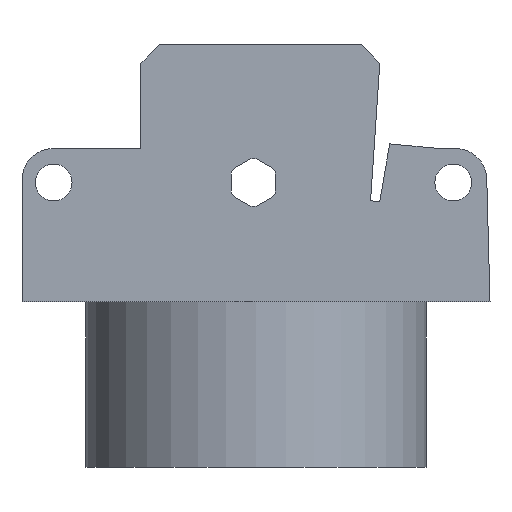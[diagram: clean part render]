
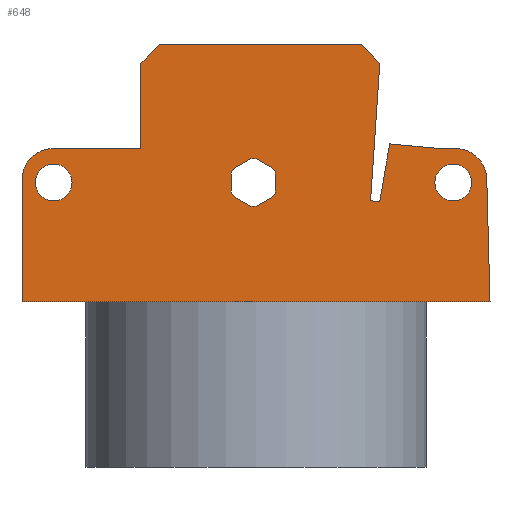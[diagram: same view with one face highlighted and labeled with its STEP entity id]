
A CAD part, front view. The second image highlights one B-rep face of the part: STEP entity #648.
In plain terms, the highlighted planar face has unit normal (0, -1, 0).
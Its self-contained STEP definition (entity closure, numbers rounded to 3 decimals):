
#17=FACE_BOUND('',#110,.T.);
#18=FACE_BOUND('',#111,.T.);
#19=FACE_BOUND('',#112,.T.);
#42=PLANE('',#717);
#75=FACE_OUTER_BOUND('',#109,.T.);
#109=EDGE_LOOP('',(#544,#545,#546,#547,#548,#549,#550,#551,#552,#553,#554,
#555,#556,#557,#558));
#110=EDGE_LOOP('',(#559,#560,#561,#562,#563,#564,#565,#566,#567,#568,#569,
#570));
#111=EDGE_LOOP('',(#571));
#112=EDGE_LOOP('',(#572));
#124=LINE('',#930,#192);
#128=LINE('',#942,#196);
#132=LINE('',#954,#200);
#136=LINE('',#966,#204);
#140=LINE('',#978,#208);
#144=LINE('',#989,#212);
#148=LINE('',#1002,#216);
#151=LINE('',#1008,#219);
#154=LINE('',#1014,#222);
#158=LINE('',#1026,#226);
#161=LINE('',#1032,#229);
#164=LINE('',#1038,#232);
#167=LINE('',#1044,#235);
#170=LINE('',#1050,#238);
#173=LINE('',#1056,#241);
#176=LINE('',#1062,#244);
#179=LINE('',#1068,#247);
#182=LINE('',#1074,#250);
#185=LINE('',#1079,#253);
#192=VECTOR('',#750,10.);
#196=VECTOR('',#762,10.);
#200=VECTOR('',#774,10.);
#204=VECTOR('',#786,10.);
#208=VECTOR('',#798,10.);
#212=VECTOR('',#810,10.);
#216=VECTOR('',#822,10.);
#219=VECTOR('',#827,10.);
#222=VECTOR('',#832,10.);
#226=VECTOR('',#844,10.);
#229=VECTOR('',#849,10.);
#232=VECTOR('',#854,10.);
#235=VECTOR('',#859,10.);
#238=VECTOR('',#864,10.);
#241=VECTOR('',#869,10.);
#244=VECTOR('',#874,10.);
#247=VECTOR('',#879,10.);
#250=VECTOR('',#884,10.);
#253=VECTOR('',#889,10.);
#257=CIRCLE('',#670,2.);
#259=CIRCLE('',#673,2.);
#260=CIRCLE('',#675,0.85);
#262=CIRCLE('',#679,0.85);
#264=CIRCLE('',#683,0.85);
#266=CIRCLE('',#687,0.85);
#268=CIRCLE('',#691,0.85);
#270=CIRCLE('',#695,0.85);
#272=CIRCLE('',#699,3.4);
#274=CIRCLE('',#705,3.4);
#279=VERTEX_POINT('',#910);
#281=VERTEX_POINT('',#916);
#282=VERTEX_POINT('',#920);
#283=VERTEX_POINT('',#921);
#286=VERTEX_POINT('',#929);
#288=VERTEX_POINT('',#935);
#290=VERTEX_POINT('',#941);
#292=VERTEX_POINT('',#947);
#294=VERTEX_POINT('',#953);
#296=VERTEX_POINT('',#959);
#298=VERTEX_POINT('',#965);
#300=VERTEX_POINT('',#971);
#302=VERTEX_POINT('',#977);
#304=VERTEX_POINT('',#983);
#306=VERTEX_POINT('',#992);
#307=VERTEX_POINT('',#993);
#310=VERTEX_POINT('',#1001);
#312=VERTEX_POINT('',#1007);
#314=VERTEX_POINT('',#1013);
#316=VERTEX_POINT('',#1019);
#318=VERTEX_POINT('',#1025);
#320=VERTEX_POINT('',#1031);
#322=VERTEX_POINT('',#1037);
#324=VERTEX_POINT('',#1043);
#326=VERTEX_POINT('',#1049);
#328=VERTEX_POINT('',#1055);
#330=VERTEX_POINT('',#1061);
#332=VERTEX_POINT('',#1067);
#334=VERTEX_POINT('',#1073);
#340=EDGE_CURVE('',#279,#279,#257,.T.);
#343=EDGE_CURVE('',#281,#281,#259,.T.);
#344=EDGE_CURVE('',#282,#283,#260,.T.);
#348=EDGE_CURVE('',#282,#286,#124,.T.);
#351=EDGE_CURVE('',#288,#286,#262,.T.);
#354=EDGE_CURVE('',#288,#290,#128,.T.);
#357=EDGE_CURVE('',#292,#290,#264,.T.);
#360=EDGE_CURVE('',#292,#294,#132,.T.);
#363=EDGE_CURVE('',#296,#294,#266,.T.);
#366=EDGE_CURVE('',#296,#298,#136,.T.);
#369=EDGE_CURVE('',#300,#298,#268,.T.);
#372=EDGE_CURVE('',#300,#302,#140,.T.);
#375=EDGE_CURVE('',#304,#302,#270,.T.);
#378=EDGE_CURVE('',#304,#283,#144,.T.);
#380=EDGE_CURVE('',#306,#307,#272,.T.);
#384=EDGE_CURVE('',#307,#310,#148,.T.);
#387=EDGE_CURVE('',#310,#312,#151,.T.);
#390=EDGE_CURVE('',#312,#314,#154,.T.);
#393=EDGE_CURVE('',#314,#316,#274,.T.);
#396=EDGE_CURVE('',#316,#318,#158,.T.);
#399=EDGE_CURVE('',#320,#318,#161,.T.);
#402=EDGE_CURVE('',#322,#320,#164,.T.);
#405=EDGE_CURVE('',#324,#322,#167,.T.);
#408=EDGE_CURVE('',#326,#324,#170,.T.);
#411=EDGE_CURVE('',#328,#326,#173,.T.);
#414=EDGE_CURVE('',#330,#328,#176,.T.);
#417=EDGE_CURVE('',#332,#330,#179,.T.);
#420=EDGE_CURVE('',#334,#332,#182,.T.);
#423=EDGE_CURVE('',#334,#306,#185,.T.);
#544=ORIENTED_EDGE('',*,*,#423,.T.);
#545=ORIENTED_EDGE('',*,*,#380,.T.);
#546=ORIENTED_EDGE('',*,*,#384,.T.);
#547=ORIENTED_EDGE('',*,*,#387,.T.);
#548=ORIENTED_EDGE('',*,*,#390,.T.);
#549=ORIENTED_EDGE('',*,*,#393,.T.);
#550=ORIENTED_EDGE('',*,*,#396,.T.);
#551=ORIENTED_EDGE('',*,*,#399,.F.);
#552=ORIENTED_EDGE('',*,*,#402,.F.);
#553=ORIENTED_EDGE('',*,*,#405,.F.);
#554=ORIENTED_EDGE('',*,*,#408,.F.);
#555=ORIENTED_EDGE('',*,*,#411,.F.);
#556=ORIENTED_EDGE('',*,*,#414,.F.);
#557=ORIENTED_EDGE('',*,*,#417,.F.);
#558=ORIENTED_EDGE('',*,*,#420,.F.);
#559=ORIENTED_EDGE('',*,*,#378,.T.);
#560=ORIENTED_EDGE('',*,*,#344,.F.);
#561=ORIENTED_EDGE('',*,*,#348,.T.);
#562=ORIENTED_EDGE('',*,*,#351,.F.);
#563=ORIENTED_EDGE('',*,*,#354,.T.);
#564=ORIENTED_EDGE('',*,*,#357,.F.);
#565=ORIENTED_EDGE('',*,*,#360,.T.);
#566=ORIENTED_EDGE('',*,*,#363,.F.);
#567=ORIENTED_EDGE('',*,*,#366,.T.);
#568=ORIENTED_EDGE('',*,*,#369,.F.);
#569=ORIENTED_EDGE('',*,*,#372,.T.);
#570=ORIENTED_EDGE('',*,*,#375,.F.);
#571=ORIENTED_EDGE('',*,*,#343,.F.);
#572=ORIENTED_EDGE('',*,*,#340,.F.);
#648=ADVANCED_FACE('',(#75,#17,#18,#19),#42,.T.);
#670=AXIS2_PLACEMENT_3D('',#912,#731,#732);
#673=AXIS2_PLACEMENT_3D('',#918,#738,#739);
#675=AXIS2_PLACEMENT_3D('',#922,#742,#743);
#679=AXIS2_PLACEMENT_3D('',#936,#755,#756);
#683=AXIS2_PLACEMENT_3D('',#948,#767,#768);
#687=AXIS2_PLACEMENT_3D('',#960,#779,#780);
#691=AXIS2_PLACEMENT_3D('',#972,#791,#792);
#695=AXIS2_PLACEMENT_3D('',#984,#803,#804);
#699=AXIS2_PLACEMENT_3D('',#994,#814,#815);
#705=AXIS2_PLACEMENT_3D('',#1020,#837,#838);
#717=AXIS2_PLACEMENT_3D('',#1081,#891,#892);
#731=DIRECTION('center_axis',(0.,-1.,0.));
#732=DIRECTION('ref_axis',(1.,0.,0.));
#738=DIRECTION('center_axis',(0.,-1.,0.));
#739=DIRECTION('ref_axis',(1.,0.,0.));
#742=DIRECTION('center_axis',(0.,-1.,0.));
#743=DIRECTION('ref_axis',(1.,0.,0.));
#750=DIRECTION('',(0.,0.,-1.));
#755=DIRECTION('center_axis',(0.,-1.,0.));
#756=DIRECTION('ref_axis',(0.5,0.,-0.866));
#762=DIRECTION('',(-0.866,0.,-0.5));
#767=DIRECTION('center_axis',(0.,-1.,0.));
#768=DIRECTION('ref_axis',(-0.5,0.,-0.866));
#774=DIRECTION('',(-0.866,0.,0.5));
#779=DIRECTION('center_axis',(0.,-1.,0.));
#780=DIRECTION('ref_axis',(-1.,0.,0.));
#786=DIRECTION('',(0.,0.,1.));
#791=DIRECTION('center_axis',(0.,-1.,0.));
#792=DIRECTION('ref_axis',(-0.5,0.,0.866));
#798=DIRECTION('',(0.866,0.,0.5));
#803=DIRECTION('center_axis',(0.,-1.,0.));
#804=DIRECTION('ref_axis',(0.5,0.,0.866));
#810=DIRECTION('',(0.866,0.,-0.5));
#814=DIRECTION('center_axis',(0.,-1.,0.));
#815=DIRECTION('ref_axis',(0.,0.,1.));
#822=DIRECTION('',(0.,0.,-1.));
#827=DIRECTION('',(1.,0.,0.));
#832=DIRECTION('',(-0.026,0.,1.));
#837=DIRECTION('center_axis',(0.,-1.,0.));
#838=DIRECTION('ref_axis',(1.,0.,0.));
#844=DIRECTION('',(-1.,0.,0.));
#849=DIRECTION('',(0.996,0.,-0.094));
#854=DIRECTION('',(0.17,0.,0.985));
#859=DIRECTION('',(0.999,0.,-0.05));
#864=DIRECTION('',(-0.067,0.,-0.998));
#869=DIRECTION('',(0.707,0.,-0.707));
#874=DIRECTION('',(1.,0.,0.));
#879=DIRECTION('',(0.707,0.,0.707));
#884=DIRECTION('',(0.,0.,1.));
#889=DIRECTION('',(-1.,0.,0.));
#891=DIRECTION('center_axis',(0.,-1.,0.));
#892=DIRECTION('ref_axis',(1.,0.,0.));
#910=CARTESIAN_POINT('',(-19.5,-13.5,6.));
#912=CARTESIAN_POINT('Origin',(-17.5,-13.5,6.));
#916=CARTESIAN_POINT('',(24.,-13.5,6.));
#918=CARTESIAN_POINT('Origin',(26.,-13.5,6.));
#920=CARTESIAN_POINT('',(6.65,-13.5,6.895));
#921=CARTESIAN_POINT('',(6.225,-13.5,7.631));
#922=CARTESIAN_POINT('Origin',(5.8,-13.5,6.895));
#929=CARTESIAN_POINT('',(6.65,-13.5,5.105));
#930=CARTESIAN_POINT('',(6.65,-13.5,6.895));
#935=CARTESIAN_POINT('',(6.225,-13.5,4.369));
#936=CARTESIAN_POINT('Origin',(5.8,-13.5,5.105));
#941=CARTESIAN_POINT('',(4.675,-13.5,3.474));
#942=CARTESIAN_POINT('',(6.225,-13.5,4.369));
#947=CARTESIAN_POINT('',(3.825,-13.5,3.474));
#948=CARTESIAN_POINT('Origin',(4.25,-13.5,4.21));
#953=CARTESIAN_POINT('',(2.275,-13.5,4.369));
#954=CARTESIAN_POINT('',(3.825,-13.5,3.474));
#959=CARTESIAN_POINT('',(1.85,-13.5,5.105));
#960=CARTESIAN_POINT('Origin',(2.7,-13.5,5.105));
#965=CARTESIAN_POINT('',(1.85,-13.5,6.895));
#966=CARTESIAN_POINT('',(1.85,-13.5,5.105));
#971=CARTESIAN_POINT('',(2.275,-13.5,7.631));
#972=CARTESIAN_POINT('Origin',(2.7,-13.5,6.895));
#977=CARTESIAN_POINT('',(3.825,-13.5,8.526));
#978=CARTESIAN_POINT('',(2.275,-13.5,7.631));
#983=CARTESIAN_POINT('',(4.675,-13.5,8.526));
#984=CARTESIAN_POINT('Origin',(4.25,-13.5,7.79));
#989=CARTESIAN_POINT('',(4.675,-13.5,8.526));
#992=CARTESIAN_POINT('',(-17.55,-13.5,9.7));
#993=CARTESIAN_POINT('',(-20.95,-13.5,6.3));
#994=CARTESIAN_POINT('Origin',(-17.55,-13.5,6.3));
#1001=CARTESIAN_POINT('',(-20.95,-13.5,-7.));
#1002=CARTESIAN_POINT('',(-20.95,-13.5,6.3));
#1007=CARTESIAN_POINT('',(30.,-13.5,-7.));
#1008=CARTESIAN_POINT('',(-20.95,-13.5,-7.));
#1013=CARTESIAN_POINT('',(29.65,-13.5,6.3));
#1014=CARTESIAN_POINT('',(30.,-13.5,-7.));
#1019=CARTESIAN_POINT('',(26.25,-13.5,9.7));
#1020=CARTESIAN_POINT('Origin',(26.25,-13.5,6.3));
#1025=CARTESIAN_POINT('',(24.475,-13.5,9.7));
#1026=CARTESIAN_POINT('',(26.25,-13.5,9.7));
#1031=CARTESIAN_POINT('',(19.08,-13.5,10.208));
#1032=CARTESIAN_POINT('',(19.08,-13.5,10.208));
#1037=CARTESIAN_POINT('',(18.,-13.5,3.95));
#1038=CARTESIAN_POINT('',(18.,-13.5,3.95));
#1043=CARTESIAN_POINT('',(17.,-13.5,4.));
#1044=CARTESIAN_POINT('',(17.,-13.5,4.));
#1049=CARTESIAN_POINT('',(18.,-13.5,19.));
#1050=CARTESIAN_POINT('',(18.,-13.5,19.));
#1055=CARTESIAN_POINT('',(16.,-13.5,21.));
#1056=CARTESIAN_POINT('',(16.,-13.5,21.));
#1061=CARTESIAN_POINT('',(-6.,-13.5,21.));
#1062=CARTESIAN_POINT('',(-6.,-13.5,21.));
#1067=CARTESIAN_POINT('',(-8.,-13.5,19.));
#1068=CARTESIAN_POINT('',(-8.,-13.5,19.));
#1073=CARTESIAN_POINT('',(-8.,-13.5,9.7));
#1074=CARTESIAN_POINT('',(-8.,-13.5,9.7));
#1079=CARTESIAN_POINT('',(-14.,-13.5,9.7));
#1081=CARTESIAN_POINT('Origin',(4.525,-13.5,7.));
